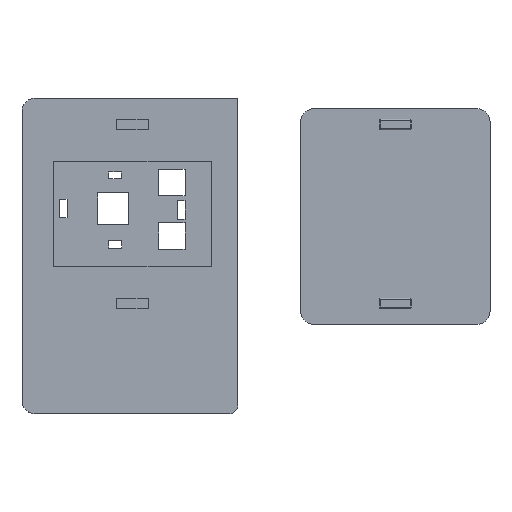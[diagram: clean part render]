
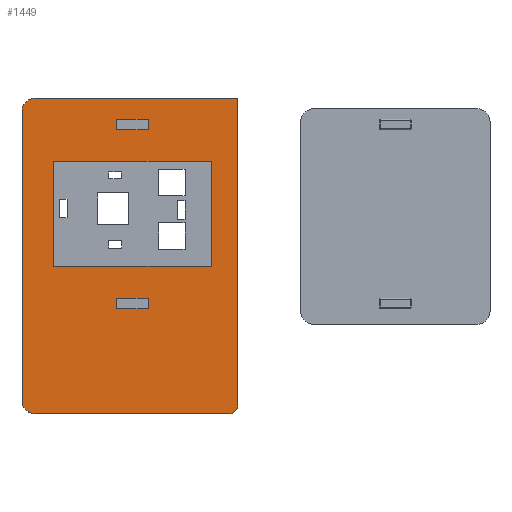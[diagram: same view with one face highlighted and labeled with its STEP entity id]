
A CAD part, top view. The second image highlights one B-rep face of the part: STEP entity #1449.
In plain terms, the highlighted planar face has unit normal (0, 0, 1).
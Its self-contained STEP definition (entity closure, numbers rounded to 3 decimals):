
#1281=CARTESIAN_POINT('',(0.,0.,8.));
#1282=DIRECTION('',(0.,0.,1.));
#1283=DIRECTION('',(1.,0.,0.));
#1284=AXIS2_PLACEMENT_3D('',#1281,#1282,#1283);
#1285=PLANE('',#1284);
#1286=CARTESIAN_POINT('',(24.,20.,8.));
#1287=VERTEX_POINT('',#1286);
#1288=CARTESIAN_POINT('',(24.,22.,8.));
#1289=VERTEX_POINT('',#1288);
#1290=CARTESIAN_POINT('',(24.,20.,8.));
#1291=DIRECTION('',(0.,1.,0.));
#1292=VECTOR('',#1291,2.);
#1293=LINE('',#1290,#1292);
#1294=EDGE_CURVE('',#1287,#1289,#1293,.T.);
#1295=ORIENTED_EDGE('',*,*,#1294,.F.);
#1296=CARTESIAN_POINT('',(18.,20.,8.));
#1297=VERTEX_POINT('',#1296);
#1298=CARTESIAN_POINT('',(24.,20.,8.));
#1299=DIRECTION('',(-1.,0.,0.));
#1300=VECTOR('',#1299,6.);
#1301=LINE('',#1298,#1300);
#1302=EDGE_CURVE('',#1287,#1297,#1301,.T.);
#1303=ORIENTED_EDGE('',*,*,#1302,.T.);
#1304=CARTESIAN_POINT('',(18.,22.,8.));
#1305=VERTEX_POINT('',#1304);
#1306=CARTESIAN_POINT('',(18.,20.,8.));
#1307=DIRECTION('',(0.,1.,0.));
#1308=VECTOR('',#1307,2.);
#1309=LINE('',#1306,#1308);
#1310=EDGE_CURVE('',#1297,#1305,#1309,.T.);
#1311=ORIENTED_EDGE('',*,*,#1310,.T.);
#1312=CARTESIAN_POINT('',(18.,22.,8.));
#1313=DIRECTION('',(1.,0.,-0.));
#1314=VECTOR('',#1313,6.);
#1315=LINE('',#1312,#1314);
#1316=EDGE_CURVE('',#1305,#1289,#1315,.T.);
#1317=ORIENTED_EDGE('',*,*,#1316,.T.);
#1318=EDGE_LOOP('',(#1295,#1303,#1311,#1317));
#1319=FACE_BOUND('',#1318,.T.);
#1320=CARTESIAN_POINT('',(6.,48.,8.));
#1321=VERTEX_POINT('',#1320);
#1322=CARTESIAN_POINT('',(6.,28.,8.));
#1323=VERTEX_POINT('',#1322);
#1324=CARTESIAN_POINT('',(6.,48.,8.));
#1325=DIRECTION('',(0.,-1.,0.));
#1326=VECTOR('',#1325,20.);
#1327=LINE('',#1324,#1326);
#1328=EDGE_CURVE('',#1321,#1323,#1327,.T.);
#1329=ORIENTED_EDGE('',*,*,#1328,.F.);
#1330=CARTESIAN_POINT('',(36.,48.,8.));
#1331=VERTEX_POINT('',#1330);
#1332=CARTESIAN_POINT('',(36.,48.,8.));
#1333=DIRECTION('',(-1.,0.,0.));
#1334=VECTOR('',#1333,30.);
#1335=LINE('',#1332,#1334);
#1336=EDGE_CURVE('',#1331,#1321,#1335,.T.);
#1337=ORIENTED_EDGE('',*,*,#1336,.F.);
#1338=CARTESIAN_POINT('',(36.,28.,8.));
#1339=VERTEX_POINT('',#1338);
#1340=CARTESIAN_POINT('',(36.,28.,8.));
#1341=DIRECTION('',(0.,1.,0.));
#1342=VECTOR('',#1341,20.);
#1343=LINE('',#1340,#1342);
#1344=EDGE_CURVE('',#1339,#1331,#1343,.T.);
#1345=ORIENTED_EDGE('',*,*,#1344,.F.);
#1346=CARTESIAN_POINT('',(6.,28.,8.));
#1347=DIRECTION('',(1.,0.,-0.));
#1348=VECTOR('',#1347,30.);
#1349=LINE('',#1346,#1348);
#1350=EDGE_CURVE('',#1323,#1339,#1349,.T.);
#1351=ORIENTED_EDGE('',*,*,#1350,.F.);
#1352=EDGE_LOOP('',(#1329,#1337,#1345,#1351));
#1353=FACE_BOUND('',#1352,.T.);
#1354=CARTESIAN_POINT('',(41.,60.,8.));
#1355=VERTEX_POINT('',#1354);
#1356=CARTESIAN_POINT('',(41.,1.5,8.));
#1357=VERTEX_POINT('',#1356);
#1358=CARTESIAN_POINT('',(41.,60.,8.));
#1359=DIRECTION('',(0.,-1.,0.));
#1360=VECTOR('',#1359,58.5);
#1361=LINE('',#1358,#1360);
#1362=EDGE_CURVE('',#1355,#1357,#1361,.T.);
#1363=ORIENTED_EDGE('',*,*,#1362,.F.);
#1364=CARTESIAN_POINT('',(2.5,60.,8.));
#1365=VERTEX_POINT('',#1364);
#1366=CARTESIAN_POINT('',(41.,60.,8.));
#1367=DIRECTION('',(-1.,-0.,0.));
#1368=VECTOR('',#1367,38.5);
#1369=LINE('',#1366,#1368);
#1370=EDGE_CURVE('',#1355,#1365,#1369,.T.);
#1371=ORIENTED_EDGE('',*,*,#1370,.T.);
#1372=CARTESIAN_POINT('',(0.,57.5,8.));
#1373=VERTEX_POINT('',#1372);
#1374=CARTESIAN_POINT('',(2.5,57.5,8.));
#1375=DIRECTION('',(0.,0.,1.));
#1376=DIRECTION('',(1.,0.,-0.));
#1377=AXIS2_PLACEMENT_3D('',#1374,#1375,#1376);
#1378=CIRCLE('',#1377,2.5);
#1379=EDGE_CURVE('',#1365,#1373,#1378,.T.);
#1380=ORIENTED_EDGE('',*,*,#1379,.T.);
#1381=CARTESIAN_POINT('',(0.,2.5,8.));
#1382=VERTEX_POINT('',#1381);
#1383=CARTESIAN_POINT('',(0.,57.5,8.));
#1384=DIRECTION('',(0.,-1.,0.));
#1385=VECTOR('',#1384,55.);
#1386=LINE('',#1383,#1385);
#1387=EDGE_CURVE('',#1373,#1382,#1386,.T.);
#1388=ORIENTED_EDGE('',*,*,#1387,.T.);
#1389=CARTESIAN_POINT('',(2.5,0.,8.));
#1390=VERTEX_POINT('',#1389);
#1391=CARTESIAN_POINT('',(2.5,2.5,8.));
#1392=DIRECTION('',(0.,0.,1.));
#1393=DIRECTION('',(1.,0.,-0.));
#1394=AXIS2_PLACEMENT_3D('',#1391,#1392,#1393);
#1395=CIRCLE('',#1394,2.5);
#1396=EDGE_CURVE('',#1382,#1390,#1395,.T.);
#1397=ORIENTED_EDGE('',*,*,#1396,.T.);
#1398=CARTESIAN_POINT('',(39.5,0.,8.));
#1399=VERTEX_POINT('',#1398);
#1400=CARTESIAN_POINT('',(2.5,0.,8.));
#1401=DIRECTION('',(1.,0.,0.));
#1402=VECTOR('',#1401,37.);
#1403=LINE('',#1400,#1402);
#1404=EDGE_CURVE('',#1390,#1399,#1403,.T.);
#1405=ORIENTED_EDGE('',*,*,#1404,.T.);
#1406=CARTESIAN_POINT('',(39.5,1.5,8.));
#1407=DIRECTION('',(0.,0.,1.));
#1408=DIRECTION('',(1.,0.,-0.));
#1409=AXIS2_PLACEMENT_3D('',#1406,#1407,#1408);
#1410=CIRCLE('',#1409,1.5);
#1411=EDGE_CURVE('',#1399,#1357,#1410,.T.);
#1412=ORIENTED_EDGE('',*,*,#1411,.T.);
#1413=EDGE_LOOP('',(#1363,#1371,#1380,#1388,#1397,#1405,#1412));
#1414=FACE_BOUND('',#1413,.T.);
#1415=CARTESIAN_POINT('',(18.,54.,8.));
#1416=VERTEX_POINT('',#1415);
#1417=CARTESIAN_POINT('',(18.,56.,8.));
#1418=VERTEX_POINT('',#1417);
#1419=CARTESIAN_POINT('',(18.,54.,8.));
#1420=DIRECTION('',(0.,1.,0.));
#1421=VECTOR('',#1420,2.);
#1422=LINE('',#1419,#1421);
#1423=EDGE_CURVE('',#1416,#1418,#1422,.T.);
#1424=ORIENTED_EDGE('',*,*,#1423,.T.);
#1425=CARTESIAN_POINT('',(24.,56.,8.));
#1426=VERTEX_POINT('',#1425);
#1427=CARTESIAN_POINT('',(18.,56.,8.));
#1428=DIRECTION('',(1.,0.,-0.));
#1429=VECTOR('',#1428,6.);
#1430=LINE('',#1427,#1429);
#1431=EDGE_CURVE('',#1418,#1426,#1430,.T.);
#1432=ORIENTED_EDGE('',*,*,#1431,.T.);
#1433=CARTESIAN_POINT('',(24.,54.,8.));
#1434=VERTEX_POINT('',#1433);
#1435=CARTESIAN_POINT('',(24.,56.,8.));
#1436=DIRECTION('',(0.,-1.,0.));
#1437=VECTOR('',#1436,2.);
#1438=LINE('',#1435,#1437);
#1439=EDGE_CURVE('',#1426,#1434,#1438,.T.);
#1440=ORIENTED_EDGE('',*,*,#1439,.T.);
#1441=CARTESIAN_POINT('',(24.,54.,8.));
#1442=DIRECTION('',(-1.,0.,0.));
#1443=VECTOR('',#1442,6.);
#1444=LINE('',#1441,#1443);
#1445=EDGE_CURVE('',#1434,#1416,#1444,.T.);
#1446=ORIENTED_EDGE('',*,*,#1445,.T.);
#1447=EDGE_LOOP('',(#1424,#1432,#1440,#1446));
#1448=FACE_BOUND('',#1447,.T.);
#1449=ADVANCED_FACE('',(#1319,#1353,#1414,#1448),#1285,.T.);
